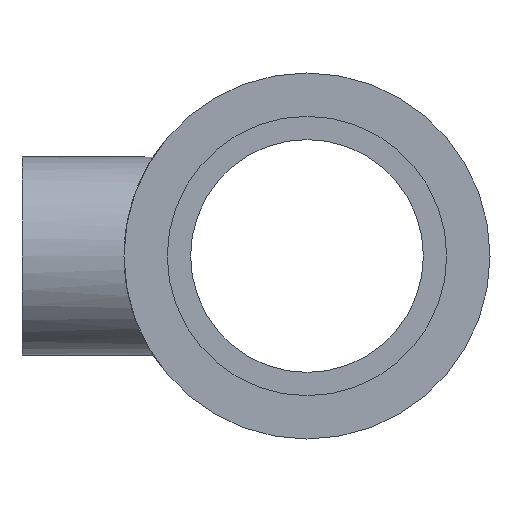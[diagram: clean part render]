
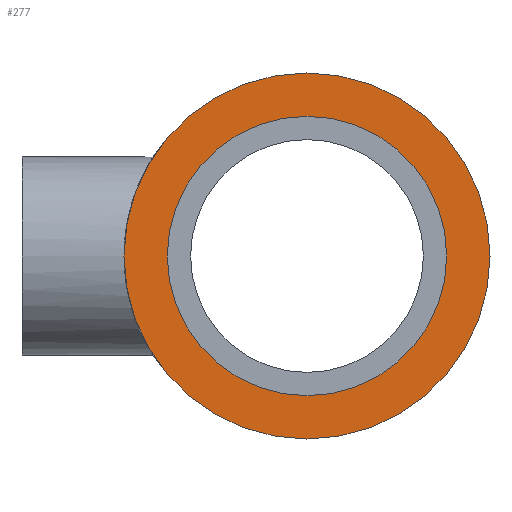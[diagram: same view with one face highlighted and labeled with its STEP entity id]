
A CAD part, left-side view. The second image highlights one B-rep face of the part: STEP entity #277.
In plain terms, the highlighted planar face has unit normal (-1, 0, 0).
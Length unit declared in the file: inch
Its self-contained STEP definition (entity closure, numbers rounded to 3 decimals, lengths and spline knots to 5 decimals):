
#4 = AXIS2_PLACEMENT_3D ( 'NONE', #21, #38, #484 ) ;
#5 = ORIENTED_EDGE ( 'NONE', *, *, #541, .F. ) ;
#7 = FACE_BOUND ( 'NONE', #440, .T. ) ;
#21 = CARTESIAN_POINT ( 'NONE',  ( -3.38583, 0., 0. ) ) ;
#25 = DIRECTION ( 'NONE',  ( 0., 0., -1. ) ) ;
#37 = EDGE_CURVE ( 'NONE', #189, #189, #272, .T. ) ;
#38 = DIRECTION ( 'NONE',  ( 1., 0., 0. ) ) ;
#50 = CARTESIAN_POINT ( 'NONE',  ( -3.38583, 0., -1.28937 ) ) ;
#52 = CARTESIAN_POINT ( 'NONE',  ( -3.38583, 0., -0.98425 ) ) ;
#55 = AXIS2_PLACEMENT_3D ( 'NONE', #352, #429, #390 ) ;
#87 = FACE_OUTER_BOUND ( 'NONE', #507, .T. ) ;
#132 = VERTEX_POINT ( 'NONE', #52 ) ;
#176 = CARTESIAN_POINT ( 'NONE',  ( -3.38583, 0., 0. ) ) ;
#179 = AXIS2_PLACEMENT_3D ( 'NONE', #176, #280, #25 ) ;
#189 = VERTEX_POINT ( 'NONE', #50 ) ;
#219 = CIRCLE ( 'NONE', #55, 0.98425 ) ;
#272 = CIRCLE ( 'NONE', #4, 1.28937 ) ;
#277 = ADVANCED_FACE ( 'NONE', ( #87, #7 ), #401, .F. ) ;
#280 = DIRECTION ( 'NONE',  ( 1., 0., 0. ) ) ;
#352 = CARTESIAN_POINT ( 'NONE',  ( -3.38583, 0., 0. ) ) ;
#390 = DIRECTION ( 'NONE',  ( 0., 0., -1. ) ) ;
#401 = PLANE ( 'NONE',  #179 ) ;
#429 = DIRECTION ( 'NONE',  ( -1., 0., 0. ) ) ;
#440 = EDGE_LOOP ( 'NONE', ( #5 ) ) ;
#484 = DIRECTION ( 'NONE',  ( 0., 0., -1. ) ) ;
#507 = EDGE_LOOP ( 'NONE', ( #527 ) ) ;
#527 = ORIENTED_EDGE ( 'NONE', *, *, #37, .F. ) ;
#541 = EDGE_CURVE ( 'NONE', #132, #132, #219, .T. ) ;
